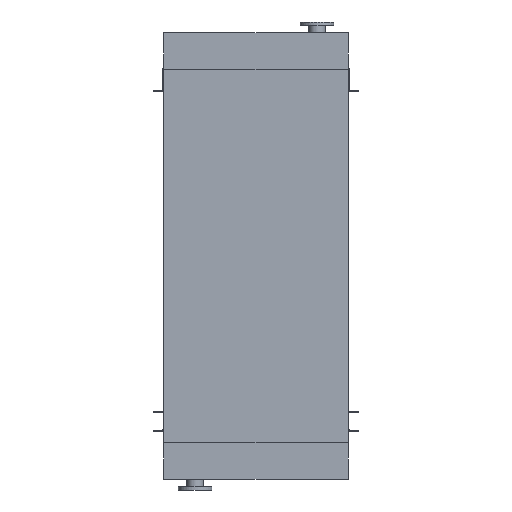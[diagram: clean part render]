
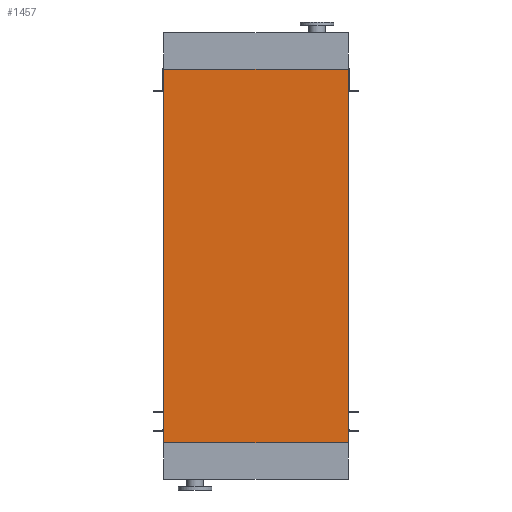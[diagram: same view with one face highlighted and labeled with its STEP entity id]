
A CAD part, front view. The second image highlights one B-rep face of the part: STEP entity #1457.
In plain terms, the highlighted planar face has unit normal (0, -1, 0).
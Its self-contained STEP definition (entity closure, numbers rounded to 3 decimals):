
#11 = DIRECTION ( 'NONE',  ( 1., 0., 0. ) ) ;
#37 = CARTESIAN_POINT ( 'NONE',  ( 605., 0., -2450. ) ) ;
#684 = VECTOR ( 'NONE', #11530, 1000. ) ;
#767 = DIRECTION ( 'NONE',  ( 1., 0., 0. ) ) ;
#838 = CARTESIAN_POINT ( 'NONE',  ( -605., 0., 0. ) ) ;
#971 = DIRECTION ( 'NONE',  ( 0., 0., 1. ) ) ;
#1457 = ADVANCED_FACE ( 'NONE', ( #2755 ), #8331, .T. ) ;
#2319 = VERTEX_POINT ( 'NONE', #8484 ) ;
#2609 = DIRECTION ( 'NONE',  ( 0., 0., -1. ) ) ;
#2755 = FACE_OUTER_BOUND ( 'NONE', #11808, .T. ) ;
#2833 = DIRECTION ( 'NONE',  ( 0., -1., 0. ) ) ;
#3235 = EDGE_CURVE ( 'NONE', #3391, #3431, #8073, .T. ) ;
#3391 = VERTEX_POINT ( 'NONE', #838 ) ;
#3431 = VERTEX_POINT ( 'NONE', #14569 ) ;
#5393 = ORIENTED_EDGE ( 'NONE', *, *, #11385, .T. ) ;
#5647 = ORIENTED_EDGE ( 'NONE', *, *, #3235, .F. ) ;
#6666 = ORIENTED_EDGE ( 'NONE', *, *, #13099, .T. ) ;
#7661 = EDGE_CURVE ( 'NONE', #10851, #3391, #9928, .T. ) ;
#7756 = CARTESIAN_POINT ( 'NONE',  ( -605., 0., -2450. ) ) ;
#8073 = LINE ( 'NONE', #10316, #13623 ) ;
#8331 = PLANE ( 'NONE',  #10269 ) ;
#8484 = CARTESIAN_POINT ( 'NONE',  ( 605., 0., -2450. ) ) ;
#9639 = VECTOR ( 'NONE', #767, 1000. ) ;
#9928 = LINE ( 'NONE', #7756, #10662 ) ;
#10269 = AXIS2_PLACEMENT_3D ( 'NONE', #13111, #2833, #2609 ) ;
#10316 = CARTESIAN_POINT ( 'NONE',  ( -605., 0., 0. ) ) ;
#10662 = VECTOR ( 'NONE', #971, 1000. ) ;
#10851 = VERTEX_POINT ( 'NONE', #11678 ) ;
#11064 = LINE ( 'NONE', #13151, #9639 ) ;
#11385 = EDGE_CURVE ( 'NONE', #10851, #2319, #11064, .T. ) ;
#11530 = DIRECTION ( 'NONE',  ( 0., 0., 1. ) ) ;
#11678 = CARTESIAN_POINT ( 'NONE',  ( -605., 0., -2450. ) ) ;
#11808 = EDGE_LOOP ( 'NONE', ( #5647, #13756, #5393, #6666 ) ) ;
#13099 = EDGE_CURVE ( 'NONE', #2319, #3431, #13845, .T. ) ;
#13111 = CARTESIAN_POINT ( 'NONE',  ( -605., 0., -2450. ) ) ;
#13151 = CARTESIAN_POINT ( 'NONE',  ( -605., 0., -2450. ) ) ;
#13623 = VECTOR ( 'NONE', #11, 1000. ) ;
#13756 = ORIENTED_EDGE ( 'NONE', *, *, #7661, .F. ) ;
#13845 = LINE ( 'NONE', #37, #684 ) ;
#14569 = CARTESIAN_POINT ( 'NONE',  ( 605., 0., 0. ) ) ;
